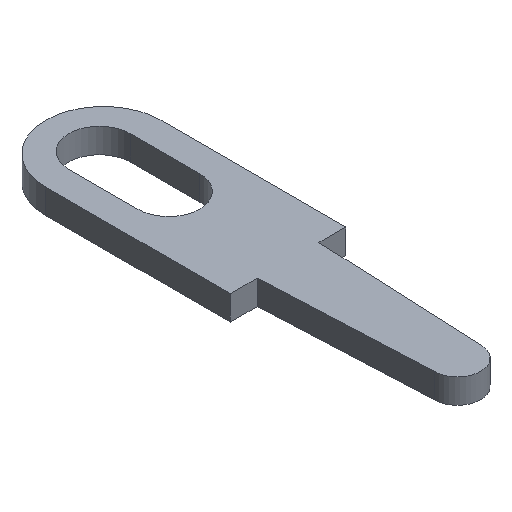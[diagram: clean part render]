
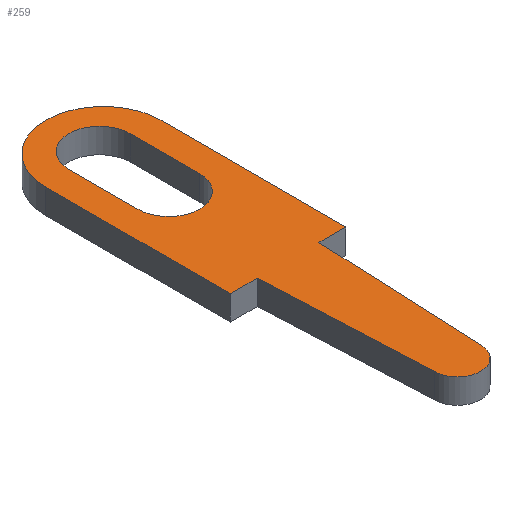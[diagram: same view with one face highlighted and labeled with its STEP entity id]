
A CAD part, isometric view. The second image highlights one B-rep face of the part: STEP entity #259.
In plain terms, the highlighted planar face has unit normal (0, 0, 1).
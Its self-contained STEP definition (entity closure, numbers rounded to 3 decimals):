
#3 = LINE ( 'NONE', #90, #30 ) ;
#5 = ORIENTED_EDGE ( 'NONE', *, *, #190, .T. ) ;
#6 = EDGE_CURVE ( 'NONE', #394, #304, #128, .T. ) ;
#10 = LINE ( 'NONE', #440, #411 ) ;
#13 = CARTESIAN_POINT ( 'NONE',  ( -0.7, -2.2, 0.64 ) ) ;
#14 = EDGE_LOOP ( 'NONE', ( #393, #39, #266, #5, #513 ) ) ;
#17 = EDGE_CURVE ( 'NONE', #37, #494, #447, .T. ) ;
#24 = VERTEX_POINT ( 'NONE', #484 ) ;
#30 = VECTOR ( 'NONE', #137, 1000. ) ;
#31 = CARTESIAN_POINT ( 'NONE',  ( -0.8, 0., 0.64 ) ) ;
#32 = DIRECTION ( 'NONE',  ( 0., 0., -1. ) ) ;
#33 = EDGE_CURVE ( 'NONE', #77, #37, #260, .T. ) ;
#37 = VERTEX_POINT ( 'NONE', #220 ) ;
#39 = ORIENTED_EDGE ( 'NONE', *, *, #33, .T. ) ;
#48 = LINE ( 'NONE', #420, #342 ) ;
#52 = VERTEX_POINT ( 'NONE', #85 ) ;
#56 = AXIS2_PLACEMENT_3D ( 'NONE', #327, #89, #132 ) ;
#58 = DIRECTION ( 'NONE',  ( 0., 0., -1. ) ) ;
#62 = DIRECTION ( 'NONE',  ( 0., -1., 0. ) ) ;
#65 = AXIS2_PLACEMENT_3D ( 'NONE', #230, #333, #302 ) ;
#66 = VECTOR ( 'NONE', #465, 1000. ) ;
#69 = EDGE_CURVE ( 'NONE', #280, #311, #3, .T. ) ;
#72 = CARTESIAN_POINT ( 'NONE',  ( 0.6, -4.4, 0.64 ) ) ;
#75 = CARTESIAN_POINT ( 'NONE',  ( 1.15, 0., 0.64 ) ) ;
#77 = VERTEX_POINT ( 'NONE', #408 ) ;
#85 = CARTESIAN_POINT ( 'NONE',  ( 0.8, 3.1, 0.64 ) ) ;
#89 = DIRECTION ( 'NONE',  ( 0., 0., -1. ) ) ;
#90 = CARTESIAN_POINT ( 'NONE',  ( 0.7, -2.2, 0.64 ) ) ;
#100 = DIRECTION ( 'NONE',  ( 0., -1., 0. ) ) ;
#101 = AXIS2_PLACEMENT_3D ( 'NONE', #31, #413, #240 ) ;
#103 = EDGE_CURVE ( 'NONE', #304, #24, #10, .T. ) ;
#106 = ORIENTED_EDGE ( 'NONE', *, *, #127, .F. ) ;
#108 = ORIENTED_EDGE ( 'NONE', *, *, #320, .F. ) ;
#115 = DIRECTION ( 'NONE',  ( 0., -1., 0. ) ) ;
#119 = CIRCLE ( 'NONE', #213, 0.6 ) ;
#126 = VECTOR ( 'NONE', #115, 1000. ) ;
#127 = EDGE_CURVE ( 'NONE', #181, #434, #146, .T. ) ;
#128 = LINE ( 'NONE', #13, #463 ) ;
#132 = DIRECTION ( 'NONE',  ( 0., -1., 0. ) ) ;
#134 = DIRECTION ( 'NONE',  ( -1., 0., 0. ) ) ;
#135 = VERTEX_POINT ( 'NONE', #451 ) ;
#137 = DIRECTION ( 'NONE',  ( -0.045, -0.999, 0. ) ) ;
#140 = ORIENTED_EDGE ( 'NONE', *, *, #69, .F. ) ;
#146 = CIRCLE ( 'NONE', #65, 1.5 ) ;
#149 = DIRECTION ( 'NONE',  ( 1., 0., 0. ) ) ;
#165 = VERTEX_POINT ( 'NONE', #340 ) ;
#172 = CARTESIAN_POINT ( 'NONE',  ( -0.8, 4., 0.64 ) ) ;
#181 = VERTEX_POINT ( 'NONE', #377 ) ;
#183 = FACE_OUTER_BOUND ( 'NONE', #433, .T. ) ;
#185 = CARTESIAN_POINT ( 'NONE',  ( 0., -4.4, 0.64 ) ) ;
#189 = CARTESIAN_POINT ( 'NONE',  ( 0.8, 0., 0.64 ) ) ;
#190 = EDGE_CURVE ( 'NONE', #494, #165, #468, .T. ) ;
#191 = PLANE ( 'NONE',  #101 ) ;
#200 = EDGE_CURVE ( 'NONE', #311, #394, #119, .T. ) ;
#213 = AXIS2_PLACEMENT_3D ( 'NONE', #185, #228, #149 ) ;
#214 = DIRECTION ( 'NONE',  ( -0.045, 0.999, 0. ) ) ;
#219 = ORIENTED_EDGE ( 'NONE', *, *, #416, .F. ) ;
#220 = CARTESIAN_POINT ( 'NONE',  ( -0.8, 3.1, 0.64 ) ) ;
#224 = VECTOR ( 'NONE', #252, 1000. ) ;
#228 = DIRECTION ( 'NONE',  ( 0., 0., -1. ) ) ;
#230 = CARTESIAN_POINT ( 'NONE',  ( 0., 4.8, 0.64 ) ) ;
#236 = LINE ( 'NONE', #284, #126 ) ;
#240 = DIRECTION ( 'NONE',  ( 1., 0., 0. ) ) ;
#241 = CARTESIAN_POINT ( 'NONE',  ( 1.5, 4.8, 0.64 ) ) ;
#248 = EDGE_CURVE ( 'NONE', #52, #77, #391, .T. ) ;
#251 = AXIS2_PLACEMENT_3D ( 'NONE', #455, #32, #344 ) ;
#252 = DIRECTION ( 'NONE',  ( 0., 1., 0. ) ) ;
#256 = ORIENTED_EDGE ( 'NONE', *, *, #103, .F. ) ;
#259 = ADVANCED_FACE ( 'NONE', ( #183, #366 ), #191, .T. ) ;
#260 = CIRCLE ( 'NONE', #56, 0.8 ) ;
#266 = ORIENTED_EDGE ( 'NONE', *, *, #17, .T. ) ;
#271 = EDGE_CURVE ( 'NONE', #165, #52, #48, .T. ) ;
#280 = VERTEX_POINT ( 'NONE', #189 ) ;
#284 = CARTESIAN_POINT ( 'NONE',  ( 1.5, 2.4, 0.64 ) ) ;
#301 = CARTESIAN_POINT ( 'NONE',  ( 0., 4.9, 0.64 ) ) ;
#302 = DIRECTION ( 'NONE',  ( 1., 0., 0. ) ) ;
#304 = VERTEX_POINT ( 'NONE', #312 ) ;
#311 = VERTEX_POINT ( 'NONE', #72 ) ;
#312 = CARTESIAN_POINT ( 'NONE',  ( -0.8, 0., 0.64 ) ) ;
#318 = ORIENTED_EDGE ( 'NONE', *, *, #6, .F. ) ;
#320 = EDGE_CURVE ( 'NONE', #24, #181, #329, .T. ) ;
#326 = CARTESIAN_POINT ( 'NONE',  ( -0.8, 4.9, 0.64 ) ) ;
#327 = CARTESIAN_POINT ( 'NONE',  ( 0., 3.1, 0.64 ) ) ;
#329 = LINE ( 'NONE', #423, #66 ) ;
#333 = DIRECTION ( 'NONE',  ( 0., 0., -1. ) ) ;
#340 = CARTESIAN_POINT ( 'NONE',  ( 0.8, 4.9, 0.64 ) ) ;
#341 = VECTOR ( 'NONE', #357, 1000. ) ;
#342 = VECTOR ( 'NONE', #62, 1000. ) ;
#344 = DIRECTION ( 'NONE',  ( 0., -1., 0. ) ) ;
#352 = CARTESIAN_POINT ( 'NONE',  ( -0.6, -4.4, 0.64 ) ) ;
#357 = DIRECTION ( 'NONE',  ( -1., 0., 0. ) ) ;
#358 = LINE ( 'NONE', #75, #341 ) ;
#366 = FACE_BOUND ( 'NONE', #14, .T. ) ;
#377 = CARTESIAN_POINT ( 'NONE',  ( -1.5, 4.8, 0.64 ) ) ;
#391 = CIRCLE ( 'NONE', #251, 0.8 ) ;
#393 = ORIENTED_EDGE ( 'NONE', *, *, #248, .T. ) ;
#394 = VERTEX_POINT ( 'NONE', #352 ) ;
#405 = ORIENTED_EDGE ( 'NONE', *, *, #471, .F. ) ;
#408 = CARTESIAN_POINT ( 'NONE',  ( 0., 2.3, 0.64 ) ) ;
#411 = VECTOR ( 'NONE', #134, 1000. ) ;
#413 = DIRECTION ( 'NONE',  ( 0., 0., 1. ) ) ;
#416 = EDGE_CURVE ( 'NONE', #434, #135, #236, .T. ) ;
#420 = CARTESIAN_POINT ( 'NONE',  ( 0.8, 4., 0.64 ) ) ;
#423 = CARTESIAN_POINT ( 'NONE',  ( -1.5, 2.4, 0.64 ) ) ;
#433 = EDGE_LOOP ( 'NONE', ( #106, #108, #256, #318, #483, #140, #405, #219 ) ) ;
#434 = VERTEX_POINT ( 'NONE', #241 ) ;
#440 = CARTESIAN_POINT ( 'NONE',  ( -1.15, 0., 0.64 ) ) ;
#447 = LINE ( 'NONE', #172, #224 ) ;
#451 = CARTESIAN_POINT ( 'NONE',  ( 1.5, 0., 0.64 ) ) ;
#455 = CARTESIAN_POINT ( 'NONE',  ( 0., 3.1, 0.64 ) ) ;
#463 = VECTOR ( 'NONE', #214, 1000. ) ;
#465 = DIRECTION ( 'NONE',  ( 0., 1., 0. ) ) ;
#466 = AXIS2_PLACEMENT_3D ( 'NONE', #301, #58, #100 ) ;
#468 = CIRCLE ( 'NONE', #466, 0.8 ) ;
#471 = EDGE_CURVE ( 'NONE', #135, #280, #358, .T. ) ;
#483 = ORIENTED_EDGE ( 'NONE', *, *, #200, .F. ) ;
#484 = CARTESIAN_POINT ( 'NONE',  ( -1.5, 0., 0.64 ) ) ;
#494 = VERTEX_POINT ( 'NONE', #326 ) ;
#513 = ORIENTED_EDGE ( 'NONE', *, *, #271, .T. ) ;
